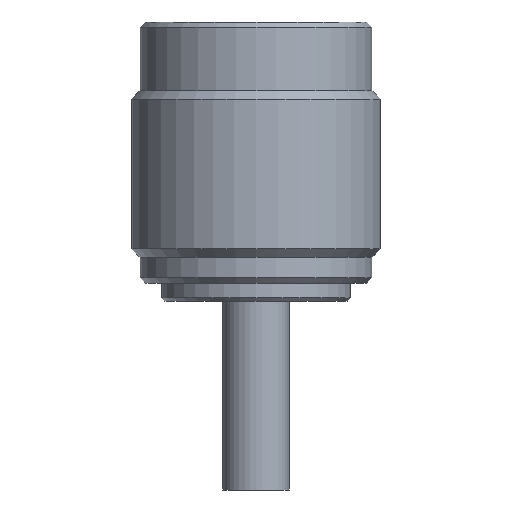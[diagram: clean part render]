
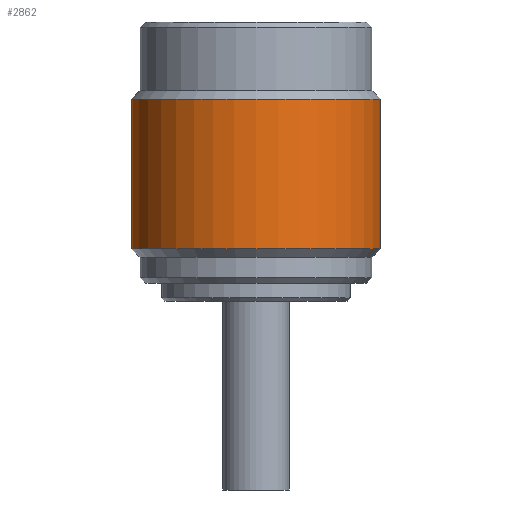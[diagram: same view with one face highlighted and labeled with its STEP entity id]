
A CAD part, front view. The second image highlights one B-rep face of the part: STEP entity #2862.
In plain terms, the highlighted cylindrical face has radius 7.25 mm (diameter 14.5 mm), a partial arc.
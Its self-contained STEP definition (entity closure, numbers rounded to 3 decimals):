
#59 = CARTESIAN_POINT ( 'NONE',  ( 0., 0., -3.65 ) ) ;
#176 = DIRECTION ( 'NONE',  ( 0., 0., 1. ) ) ;
#225 = LINE ( 'NONE', #2406, #980 ) ;
#374 = DIRECTION ( 'NONE',  ( 1., 0., 0. ) ) ;
#590 = CARTESIAN_POINT ( 'NONE',  ( 7.25, 0., -12.35 ) ) ;
#670 = AXIS2_PLACEMENT_3D ( 'NONE', #1206, #3117, #3765 ) ;
#708 = VERTEX_POINT ( 'NONE', #590 ) ;
#738 = CARTESIAN_POINT ( 'NONE',  ( 0., 0., 0.85 ) ) ;
#980 = VECTOR ( 'NONE', #176, 1000. ) ;
#1102 = ORIENTED_EDGE ( 'NONE', *, *, #3603, .T. ) ;
#1186 = CARTESIAN_POINT ( 'NONE',  ( -7.25, 0., -3.65 ) ) ;
#1206 = CARTESIAN_POINT ( 'NONE',  ( 0., 0., -12.35 ) ) ;
#1296 = VERTEX_POINT ( 'NONE', #3515 ) ;
#1416 = CYLINDRICAL_SURFACE ( 'NONE', #1473, 7.25 ) ;
#1473 = AXIS2_PLACEMENT_3D ( 'NONE', #738, #2955, #2329 ) ;
#1895 = CIRCLE ( 'NONE', #2850, 7.25 ) ;
#2029 = EDGE_CURVE ( 'NONE', #1296, #708, #2710, .T. ) ;
#2030 = VERTEX_POINT ( 'NONE', #2770 ) ;
#2156 = VERTEX_POINT ( 'NONE', #1186 ) ;
#2184 = EDGE_CURVE ( 'NONE', #1296, #2156, #225, .T. ) ;
#2278 = DIRECTION ( 'NONE',  ( 0., 0., 1. ) ) ;
#2311 = LINE ( 'NONE', #2384, #3877 ) ;
#2329 = DIRECTION ( 'NONE',  ( 1., 0., 0. ) ) ;
#2384 = CARTESIAN_POINT ( 'NONE',  ( 7.25, 0., 0.85 ) ) ;
#2406 = CARTESIAN_POINT ( 'NONE',  ( -7.25, 0., 0.85 ) ) ;
#2705 = DIRECTION ( 'NONE',  ( 0., 0., 1. ) ) ;
#2710 = CIRCLE ( 'NONE', #670, 7.25 ) ;
#2770 = CARTESIAN_POINT ( 'NONE',  ( 7.25, 0., -3.65 ) ) ;
#2832 = ORIENTED_EDGE ( 'NONE', *, *, #2184, .F. ) ;
#2850 = AXIS2_PLACEMENT_3D ( 'NONE', #59, #2278, #374 ) ;
#2862 = ADVANCED_FACE ( 'NONE', ( #3395 ), #1416, .T. ) ;
#2955 = DIRECTION ( 'NONE',  ( 0., 0., 1. ) ) ;
#3105 = EDGE_LOOP ( 'NONE', ( #2832, #3148, #1102, #3130 ) ) ;
#3117 = DIRECTION ( 'NONE',  ( 0., 0., 1. ) ) ;
#3130 = ORIENTED_EDGE ( 'NONE', *, *, #3398, .F. ) ;
#3148 = ORIENTED_EDGE ( 'NONE', *, *, #2029, .T. ) ;
#3395 = FACE_OUTER_BOUND ( 'NONE', #3105, .T. ) ;
#3398 = EDGE_CURVE ( 'NONE', #2156, #2030, #1895, .T. ) ;
#3515 = CARTESIAN_POINT ( 'NONE',  ( -7.25, 0., -12.35 ) ) ;
#3603 = EDGE_CURVE ( 'NONE', #708, #2030, #2311, .T. ) ;
#3765 = DIRECTION ( 'NONE',  ( 1., 0., 0. ) ) ;
#3877 = VECTOR ( 'NONE', #2705, 1000. ) ;
